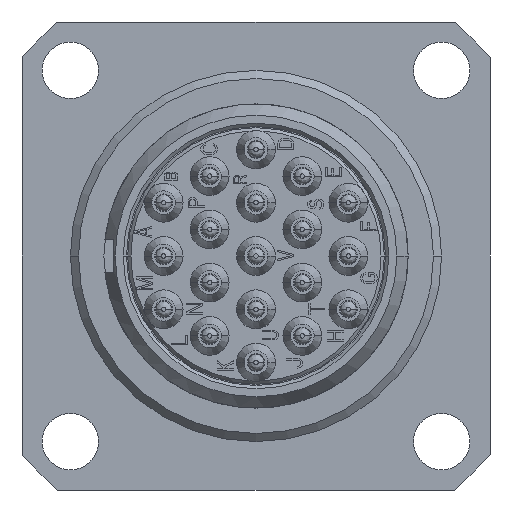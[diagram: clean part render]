
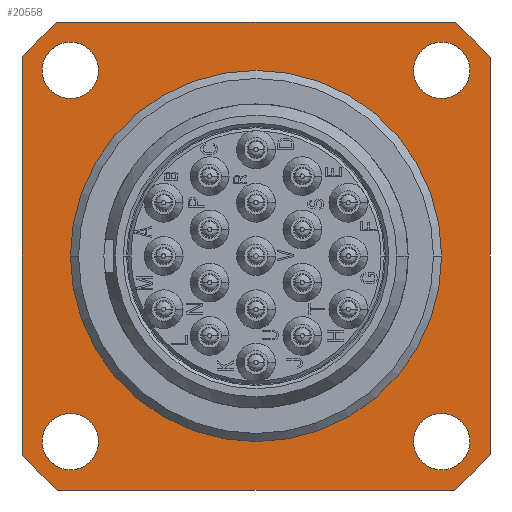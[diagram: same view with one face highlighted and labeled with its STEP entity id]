
A CAD part, left-side view. The second image highlights one B-rep face of the part: STEP entity #20558.
In plain terms, the highlighted planar face has unit normal (-1, 0, 0).
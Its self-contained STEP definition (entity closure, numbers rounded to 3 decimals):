
#342=CARTESIAN_POINT('',(-0.5,0.,0.));
#343=DIRECTION('',(1.,0.,0.));
#344=DIRECTION('',(0.,1.,0.));
#345=AXIS2_PLACEMENT_3D('',#342,#343,#344);
#355=CARTESIAN_POINT('',(-0.5,0.,0.));
#356=DIRECTION('',(1.,0.,0.));
#357=DIRECTION('',(0.,-1.,0.));
#358=AXIS2_PLACEMENT_3D('',#355,#356,#357);
#360=DIRECTION('',(0.,1.,0.));
#361=VECTOR('',#360,24.556);
#362=CARTESIAN_POINT('',(-0.5,-12.278,14.5));
#363=LINE('1937',#362,#361);
#364=CARTESIAN_POINT('',(-0.5,0.,0.));
#365=DIRECTION('',(1.,0.,0.));
#366=DIRECTION('',(0.,-0.646,0.763));
#367=AXIS2_PLACEMENT_3D('',#364,#365,#366);
#369=DIRECTION('',(0.,0.,1.));
#370=VECTOR('',#369,24.556);
#371=CARTESIAN_POINT('',(-0.5,-14.5,-12.278));
#372=LINE('1938',#371,#370);
#373=CARTESIAN_POINT('',(-0.5,0.,0.));
#374=DIRECTION('',(1.,0.,0.));
#375=DIRECTION('',(0.,-0.763,-0.646));
#376=AXIS2_PLACEMENT_3D('',#373,#374,#375);
#378=DIRECTION('',(0.,-1.,0.));
#379=VECTOR('',#378,24.556);
#380=CARTESIAN_POINT('',(-0.5,12.278,-14.5));
#381=LINE('1939',#380,#379);
#382=CARTESIAN_POINT('',(-0.5,0.,0.));
#383=DIRECTION('',(1.,0.,0.));
#384=DIRECTION('',(0.,0.646,-0.763));
#385=AXIS2_PLACEMENT_3D('',#382,#383,#384);
#387=DIRECTION('',(0.,0.,-1.));
#388=VECTOR('',#387,24.556);
#389=CARTESIAN_POINT('',(-0.5,14.5,12.278));
#390=LINE('1940',#389,#388);
#391=CARTESIAN_POINT('',(-0.5,0.,0.));
#392=DIRECTION('',(1.,0.,0.));
#393=DIRECTION('',(0.,0.763,0.646));
#394=AXIS2_PLACEMENT_3D('',#391,#392,#393);
#396=CARTESIAN_POINT('',(-0.5,11.5,-11.5));
#397=DIRECTION('',(-1.,0.,0.));
#398=DIRECTION('',(0.,0.,-1.));
#399=AXIS2_PLACEMENT_3D('',#396,#397,#398);
#401=CARTESIAN_POINT('',(-0.5,11.5,-11.5));
#402=DIRECTION('',(-1.,0.,0.));
#403=DIRECTION('',(0.,0.,1.));
#404=AXIS2_PLACEMENT_3D('',#401,#402,#403);
#406=CARTESIAN_POINT('',(-0.5,11.5,11.5));
#407=DIRECTION('',(-1.,0.,0.));
#408=DIRECTION('',(0.,0.,-1.));
#409=AXIS2_PLACEMENT_3D('',#406,#407,#408);
#411=CARTESIAN_POINT('',(-0.5,11.5,11.5));
#412=DIRECTION('',(-1.,0.,0.));
#413=DIRECTION('',(0.,0.,1.));
#414=AXIS2_PLACEMENT_3D('',#411,#412,#413);
#416=CARTESIAN_POINT('',(-0.5,-11.5,-11.5));
#417=DIRECTION('',(-1.,0.,0.));
#418=DIRECTION('',(0.,0.,-1.));
#419=AXIS2_PLACEMENT_3D('',#416,#417,#418);
#421=CARTESIAN_POINT('',(-0.5,-11.5,-11.5));
#422=DIRECTION('',(-1.,0.,0.));
#423=DIRECTION('',(0.,0.,1.));
#424=AXIS2_PLACEMENT_3D('',#421,#422,#423);
#426=CARTESIAN_POINT('',(-0.5,-11.5,11.5));
#427=DIRECTION('',(-1.,0.,0.));
#428=DIRECTION('',(0.,0.,-1.));
#429=AXIS2_PLACEMENT_3D('',#426,#427,#428);
#431=CARTESIAN_POINT('',(-0.5,-11.5,11.5));
#432=DIRECTION('',(-1.,0.,0.));
#433=DIRECTION('',(0.,0.,1.));
#434=AXIS2_PLACEMENT_3D('',#431,#432,#433);
#15814=CARTESIAN_POINT('',(-0.5,11.5,0.));
#15815=VERTEX_POINT('',#15814);
#15816=CARTESIAN_POINT('',(-0.5,-11.5,0.));
#15817=VERTEX_POINT('',#15816);
#15834=CARTESIAN_POINT('',(-0.5,11.5,-13.25));
#15835=CARTESIAN_POINT('',(-0.5,11.5,-9.75));
#15836=VERTEX_POINT('',#15834);
#15837=VERTEX_POINT('',#15835);
#15838=CARTESIAN_POINT('',(-0.5,11.5,9.75));
#15839=CARTESIAN_POINT('',(-0.5,11.5,13.25));
#15840=VERTEX_POINT('',#15838);
#15841=VERTEX_POINT('',#15839);
#15842=CARTESIAN_POINT('',(-0.5,-11.5,-13.25));
#15843=CARTESIAN_POINT('',(-0.5,-11.5,-9.75));
#15844=VERTEX_POINT('',#15842);
#15845=VERTEX_POINT('',#15843);
#15846=CARTESIAN_POINT('',(-0.5,-11.5,9.75));
#15847=CARTESIAN_POINT('',(-0.5,-11.5,13.25));
#15848=VERTEX_POINT('',#15846);
#15849=VERTEX_POINT('',#15847);
#15962=CARTESIAN_POINT('',(-0.5,-12.278,14.5));
#15963=CARTESIAN_POINT('',(-0.5,12.278,14.5));
#15964=VERTEX_POINT('',#15962);
#15965=VERTEX_POINT('',#15963);
#15966=CARTESIAN_POINT('',(-0.5,-14.5,-12.278));
#15967=CARTESIAN_POINT('',(-0.5,-14.5,12.278));
#15968=VERTEX_POINT('',#15966);
#15969=VERTEX_POINT('',#15967);
#15970=CARTESIAN_POINT('',(-0.5,12.278,-14.5));
#15971=CARTESIAN_POINT('',(-0.5,-12.278,-14.5));
#15972=VERTEX_POINT('',#15970);
#15973=VERTEX_POINT('',#15971);
#15974=CARTESIAN_POINT('',(-0.5,14.5,12.278));
#15975=CARTESIAN_POINT('',(-0.5,14.5,-12.278));
#15976=VERTEX_POINT('',#15974);
#15977=VERTEX_POINT('',#15975);
#20507=CARTESIAN_POINT('',(-0.5,0.,0.));
#20508=DIRECTION('',(1.,0.,0.));
#20509=DIRECTION('',(0.,0.,-1.));
#20510=AXIS2_PLACEMENT_3D('',#20507,#20508,#20509);
#20511=PLANE('289',#20510);
#20513=ORIENTED_EDGE('1937',*,*,#20512,.F.);
#20515=ORIENTED_EDGE('1989',*,*,#20514,.T.);
#20517=ORIENTED_EDGE('1938',*,*,#20516,.F.);
#20519=ORIENTED_EDGE('1988',*,*,#20518,.T.);
#20521=ORIENTED_EDGE('1939',*,*,#20520,.F.);
#20523=ORIENTED_EDGE('1987',*,*,#20522,.T.);
#20525=ORIENTED_EDGE('1940',*,*,#20524,.F.);
#20527=ORIENTED_EDGE('1976',*,*,#20526,.T.);
#20528=EDGE_LOOP('289',(#20513,#20515,#20517,#20519,#20521,#20523,#20525,
#20527));
#20529=FACE_OUTER_BOUND('289',#20528,.F.);
#20531=ORIENTED_EDGE('1835',*,*,#20530,.T.);
#20533=ORIENTED_EDGE('1836',*,*,#20532,.T.);
#20534=EDGE_LOOP('289',(#20531,#20533));
#20535=FACE_BOUND('289',#20534,.F.);
#20537=ORIENTED_EDGE('1837',*,*,#20536,.T.);
#20539=ORIENTED_EDGE('1838',*,*,#20538,.T.);
#20540=EDGE_LOOP('289',(#20537,#20539));
#20541=FACE_BOUND('289',#20540,.F.);
#20543=ORIENTED_EDGE('1839',*,*,#20542,.T.);
#20545=ORIENTED_EDGE('1840',*,*,#20544,.T.);
#20546=EDGE_LOOP('289',(#20543,#20545));
#20547=FACE_BOUND('289',#20546,.F.);
#20549=ORIENTED_EDGE('1841',*,*,#20548,.T.);
#20551=ORIENTED_EDGE('1842',*,*,#20550,.T.);
#20552=EDGE_LOOP('289',(#20549,#20551));
#20553=FACE_BOUND('289',#20552,.F.);
#20554=ORIENTED_EDGE('1825',*,*,#20472,.F.);
#20555=ORIENTED_EDGE('1826',*,*,#20495,.F.);
#20556=EDGE_LOOP('289',(#20554,#20555));
#20557=FACE_BOUND('289',#20556,.F.);
#346=CIRCLE('1825',#345,11.5);
#359=CIRCLE('1826',#358,11.5);
#368=CIRCLE('1989',#367,19.);
#377=CIRCLE('1988',#376,19.);
#386=CIRCLE('1987',#385,19.);
#395=CIRCLE('1976',#394,19.);
#400=CIRCLE('1835',#399,1.75);
#405=CIRCLE('1836',#404,1.75);
#410=CIRCLE('1837',#409,1.75);
#415=CIRCLE('1838',#414,1.75);
#420=CIRCLE('1839',#419,1.75);
#425=CIRCLE('1840',#424,1.75);
#430=CIRCLE('1841',#429,1.75);
#435=CIRCLE('1842',#434,1.75);
#20472=EDGE_CURVE('1825',#15815,#15817,#346,.T.);
#20495=EDGE_CURVE('1826',#15817,#15815,#359,.T.);
#20512=EDGE_CURVE('1937',#15964,#15965,#363,.T.);
#20514=EDGE_CURVE('1989',#15964,#15969,#368,.T.);
#20516=EDGE_CURVE('1938',#15968,#15969,#372,.T.);
#20518=EDGE_CURVE('1988',#15968,#15973,#377,.T.);
#20520=EDGE_CURVE('1939',#15972,#15973,#381,.T.);
#20522=EDGE_CURVE('1987',#15972,#15977,#386,.T.);
#20524=EDGE_CURVE('1940',#15976,#15977,#390,.T.);
#20526=EDGE_CURVE('1976',#15976,#15965,#395,.T.);
#20530=EDGE_CURVE('1835',#15836,#15837,#400,.T.);
#20532=EDGE_CURVE('1836',#15837,#15836,#405,.T.);
#20536=EDGE_CURVE('1837',#15840,#15841,#410,.T.);
#20538=EDGE_CURVE('1838',#15841,#15840,#415,.T.);
#20542=EDGE_CURVE('1839',#15844,#15845,#420,.T.);
#20544=EDGE_CURVE('1840',#15845,#15844,#425,.T.);
#20548=EDGE_CURVE('1841',#15848,#15849,#430,.T.);
#20550=EDGE_CURVE('1842',#15849,#15848,#435,.T.);
#20558=ADVANCED_FACE('289',(#20529,#20535,#20541,#20547,#20553,#20557),#20511,
.F.);
